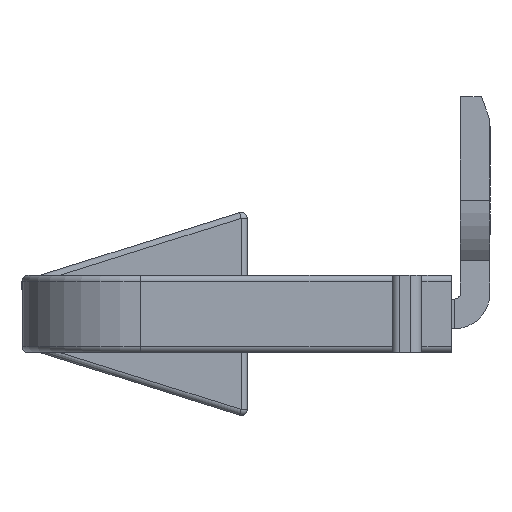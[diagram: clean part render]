
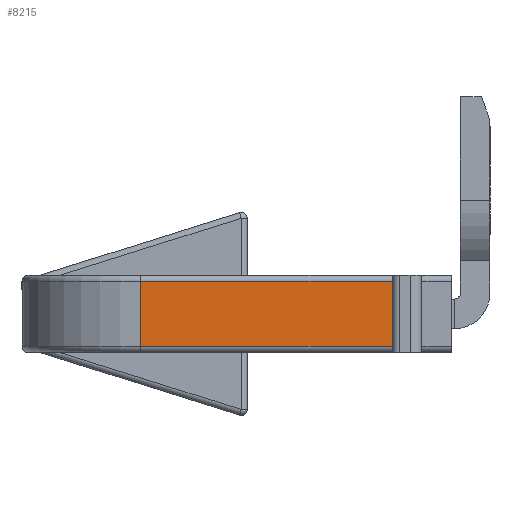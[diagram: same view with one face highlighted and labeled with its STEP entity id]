
A CAD part, left-side view. The second image highlights one B-rep face of the part: STEP entity #8215.
In plain terms, the highlighted planar face has unit normal (-1, 0, 0).
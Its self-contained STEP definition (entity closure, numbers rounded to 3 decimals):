
#181 = VECTOR ( 'NONE', #29750, 1000. ) ;
#2427 = DIRECTION ( 'NONE',  ( 0., 0., -1. ) ) ;
#3878 = CARTESIAN_POINT ( 'NONE',  ( -48.646, 20.13, -4.919 ) ) ;
#4850 = DIRECTION ( 'NONE',  ( 1., 0., 0. ) ) ;
#4961 = CARTESIAN_POINT ( 'NONE',  ( -48.646, 20.13, -5.119 ) ) ;
#5674 = AXIS2_PLACEMENT_3D ( 'NONE', #4961, #4850, #2427 ) ;
#8030 = VECTOR ( 'NONE', #13373, 1000. ) ;
#8215 = ADVANCED_FACE ( 'NONE', ( #27826 ), #9954, .F. ) ;
#8780 = ORIENTED_EDGE ( 'NONE', *, *, #30770, .T. ) ;
#9954 = PLANE ( 'NONE',  #5674 ) ;
#12152 = DIRECTION ( 'NONE',  ( 0., 1., 0. ) ) ;
#13373 = DIRECTION ( 'NONE',  ( 0., 0., 1. ) ) ;
#14215 = CARTESIAN_POINT ( 'NONE',  ( -48.646, 7.63, -5.119 ) ) ;
#14277 = CARTESIAN_POINT ( 'NONE',  ( -48.646, 16.13, -5.119 ) ) ;
#15009 = VERTEX_POINT ( 'NONE', #18886 ) ;
#15436 = VERTEX_POINT ( 'NONE', #17016 ) ;
#15875 = DIRECTION ( 'NONE',  ( 0., -1., 0. ) ) ;
#16281 = LINE ( 'NONE', #14215, #8030 ) ;
#17016 = CARTESIAN_POINT ( 'NONE',  ( -48.646, 16.13, -2.719 ) ) ;
#17447 = EDGE_CURVE ( 'NONE', #21375, #25951, #16281, .T. ) ;
#18886 = CARTESIAN_POINT ( 'NONE',  ( -48.646, 16.13, -4.919 ) ) ;
#20387 = ORIENTED_EDGE ( 'NONE', *, *, #27651, .T. ) ;
#21336 = EDGE_CURVE ( 'NONE', #25951, #15436, #27136, .T. ) ;
#21375 = VERTEX_POINT ( 'NONE', #29258 ) ;
#21598 = VECTOR ( 'NONE', #15875, 1000. ) ;
#21879 = CARTESIAN_POINT ( 'NONE',  ( -48.646, 20.13, -2.719 ) ) ;
#22013 = EDGE_LOOP ( 'NONE', ( #20387, #8780, #30092, #22250 ) ) ;
#22250 = ORIENTED_EDGE ( 'NONE', *, *, #21336, .T. ) ;
#24124 = CARTESIAN_POINT ( 'NONE',  ( -48.646, 7.63, -2.719 ) ) ;
#25951 = VERTEX_POINT ( 'NONE', #24124 ) ;
#26946 = LINE ( 'NONE', #14277, #181 ) ;
#27136 = LINE ( 'NONE', #21879, #31900 ) ;
#27209 = LINE ( 'NONE', #3878, #21598 ) ;
#27651 = EDGE_CURVE ( 'NONE', #15436, #15009, #26946, .T. ) ;
#27826 = FACE_OUTER_BOUND ( 'NONE', #22013, .T. ) ;
#29258 = CARTESIAN_POINT ( 'NONE',  ( -48.646, 7.63, -4.919 ) ) ;
#29750 = DIRECTION ( 'NONE',  ( 0., 0., -1. ) ) ;
#30092 = ORIENTED_EDGE ( 'NONE', *, *, #17447, .T. ) ;
#30770 = EDGE_CURVE ( 'NONE', #15009, #21375, #27209, .T. ) ;
#31900 = VECTOR ( 'NONE', #12152, 1000. ) ;
